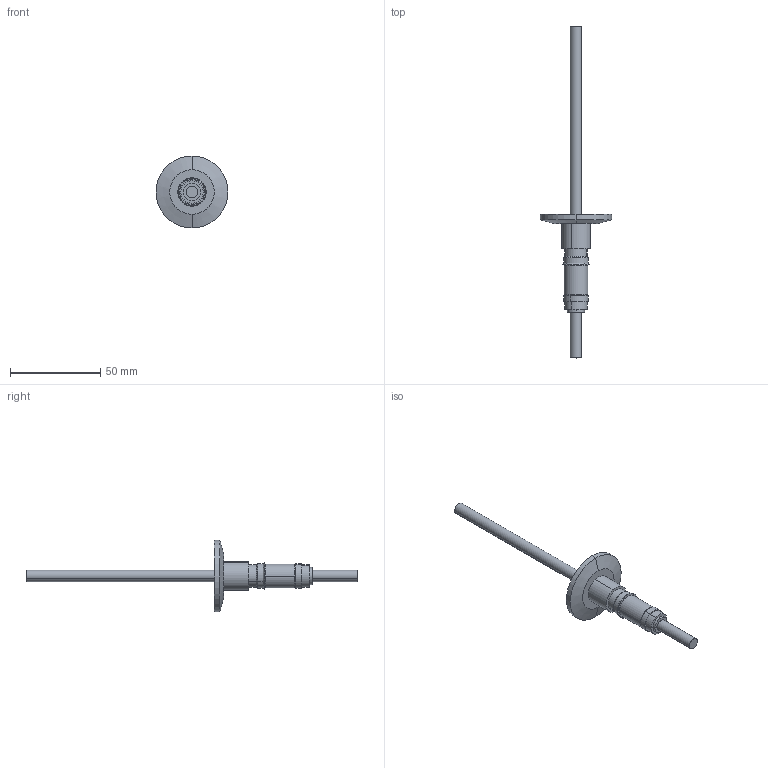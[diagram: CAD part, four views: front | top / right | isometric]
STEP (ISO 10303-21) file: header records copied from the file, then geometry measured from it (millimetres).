
FILE_DESCRIPTION (( 'STEP AP203' ), '1' );
FILE_NAME ('A0118-7-QF.STEP', '2019-10-28T12:15:54', ( '' ), ( '' ), 'SwSTEP 2.0', 'SolidWorks 2019', '' );
FILE_SCHEMA (( 'CONFIG_CONTROL_DESIGN' ));
Length unit declared in the file: inch
Products named in the file (1): A0118-7-QF
Bounding box: 39.88 x 184.15 x 39.88 mm (x, y, z)
Volume: 15067.8 mm3; surface area: 11256.8 mm2
Topology: 1 solids, 1 shells, 66 faces, 132 edges, 84 vertices
Faces by surface type: cylinder 38, plane 18, cone 8, torus 2
Entity records: 1825 total; most frequent: DIRECTION 352, CARTESIAN_POINT 283, ORIENTED_EDGE 264, AXIS2_PLACEMENT_3D 153, EDGE_CURVE 132, CIRCLE 86, VERTEX_POINT 84, EDGE_LOOP 82
